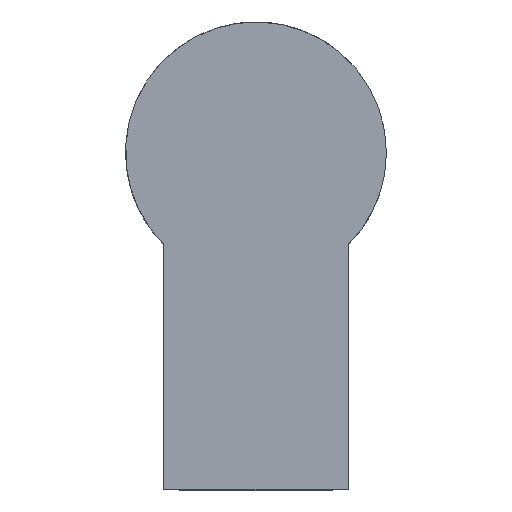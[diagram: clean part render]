
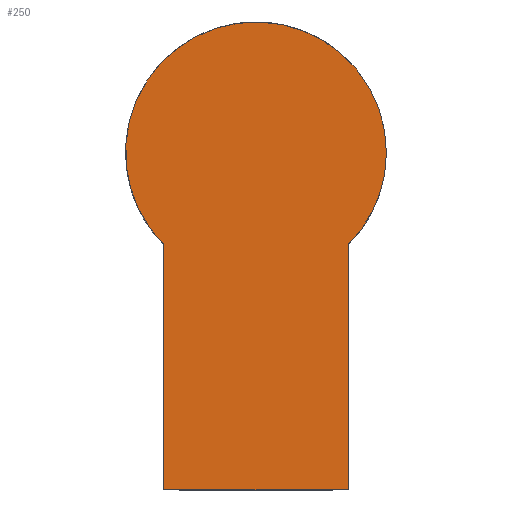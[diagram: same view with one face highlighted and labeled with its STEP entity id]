
A CAD part, top view. The second image highlights one B-rep face of the part: STEP entity #250.
In plain terms, the highlighted planar face has unit normal (0, 0, 1).
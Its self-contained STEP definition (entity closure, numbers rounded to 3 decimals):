
#15=PLANE('',#293);
#31=FACE_OUTER_BOUND('',#46,.T.);
#46=EDGE_LOOP('',(#199,#200,#201,#202,#203));
#61=CIRCLE('',#287,8.5);
#66=CIRCLE('',#292,8.5);
#74=LINE('',#491,#97);
#75=LINE('',#493,#98);
#76=LINE('',#494,#99);
#97=VECTOR('',#339,1000.);
#98=VECTOR('',#340,1000.);
#99=VECTOR('',#341,1000.);
#122=VERTEX_POINT('',#469);
#123=VERTEX_POINT('',#471);
#130=VERTEX_POINT('',#486);
#131=VERTEX_POINT('',#490);
#132=VERTEX_POINT('',#492);
#148=EDGE_CURVE('',#123,#122,#61,.T.);
#157=EDGE_CURVE('',#122,#130,#66,.T.);
#158=EDGE_CURVE('',#130,#131,#74,.T.);
#159=EDGE_CURVE('',#131,#132,#75,.T.);
#160=EDGE_CURVE('',#123,#132,#76,.T.);
#199=ORIENTED_EDGE('',*,*,#148,.T.);
#200=ORIENTED_EDGE('',*,*,#157,.T.);
#201=ORIENTED_EDGE('',*,*,#158,.T.);
#202=ORIENTED_EDGE('',*,*,#159,.T.);
#203=ORIENTED_EDGE('',*,*,#160,.F.);
#250=ADVANCED_FACE('',(#31),#15,.T.);
#287=AXIS2_PLACEMENT_3D('',#472,#321,#322);
#292=AXIS2_PLACEMENT_3D('',#488,#335,#336);
#293=AXIS2_PLACEMENT_3D('',#489,#337,#338);
#321=DIRECTION('center_axis',(0.,0.,1.));
#322=DIRECTION('ref_axis',(1.,0.,0.));
#335=DIRECTION('center_axis',(0.,0.,1.));
#336=DIRECTION('ref_axis',(1.,0.,0.));
#337=DIRECTION('center_axis',(0.,0.,1.));
#338=DIRECTION('ref_axis',(1.,0.,0.));
#339=DIRECTION('',(0.,-1.,0.));
#340=DIRECTION('',(1.,0.,0.));
#341=DIRECTION('',(0.,-1.,0.));
#469=CARTESIAN_POINT('',(8.5,0.,14.));
#471=CARTESIAN_POINT('',(6.,-6.021,14.));
#472=CARTESIAN_POINT('Origin',(0.,0.,14.));
#486=CARTESIAN_POINT('',(-6.,-6.021,14.));
#488=CARTESIAN_POINT('Origin',(0.,0.,14.));
#489=CARTESIAN_POINT('Origin',(0.,0.,14.));
#490=CARTESIAN_POINT('',(-6.,-22.,14.));
#491=CARTESIAN_POINT('',(-6.,500000.,14.));
#492=CARTESIAN_POINT('',(6.,-22.,14.));
#493=CARTESIAN_POINT('',(-6.,-22.,14.));
#494=CARTESIAN_POINT('',(6.,500000.,14.));
